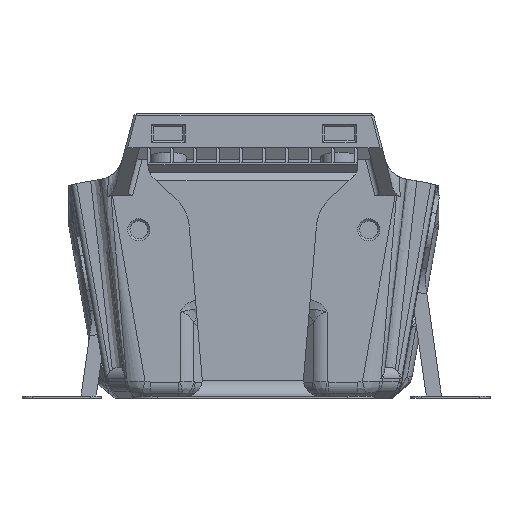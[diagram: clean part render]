
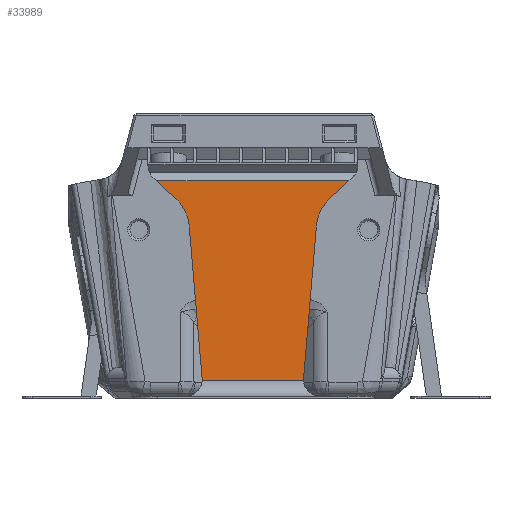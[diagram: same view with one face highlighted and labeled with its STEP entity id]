
A CAD part, front view. The second image highlights one B-rep face of the part: STEP entity #33989.
In plain terms, the highlighted planar face has unit normal (0, -1, 0).
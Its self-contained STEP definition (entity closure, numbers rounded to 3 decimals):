
#1696=LINE('',#52015,#4809);
#1698=LINE('',#52022,#4811);
#1699=LINE('',#52027,#4812);
#1700=LINE('',#52029,#4813);
#1701=LINE('',#52031,#4814);
#1702=LINE('',#52035,#4815);
#4809=VECTOR('',#40064,1000.);
#4811=VECTOR('',#40070,1000.);
#4812=VECTOR('',#40075,1000.);
#4813=VECTOR('',#40076,1000.);
#4814=VECTOR('',#40077,1000.);
#4815=VECTOR('',#40080,1000.);
#7688=PLANE('',#36249);
#10997=ORIENTED_EDGE('',*,*,#20714,.T.);
#10998=ORIENTED_EDGE('',*,*,#20715,.T.);
#10999=ORIENTED_EDGE('',*,*,#20716,.T.);
#11000=ORIENTED_EDGE('',*,*,#20712,.F.);
#11001=ORIENTED_EDGE('',*,*,#20717,.T.);
#11002=ORIENTED_EDGE('',*,*,#20718,.T.);
#11003=ORIENTED_EDGE('',*,*,#20719,.F.);
#11004=ORIENTED_EDGE('',*,*,#20720,.F.);
#11005=ORIENTED_EDGE('',*,*,#20721,.T.);
#11006=ORIENTED_EDGE('',*,*,#20722,.T.);
#20712=EDGE_CURVE('',#25688,#25689,#1696,.T.);
#20714=EDGE_CURVE('',#25690,#25691,#28670,.T.);
#20715=EDGE_CURVE('',#25691,#25692,#1698,.F.);
#20716=EDGE_CURVE('',#25692,#25689,#28671,.T.);
#20717=EDGE_CURVE('',#25688,#25693,#28672,.T.);
#20718=EDGE_CURVE('',#25693,#25694,#1699,.T.);
#20719=EDGE_CURVE('',#25695,#25694,#1700,.T.);
#20720=EDGE_CURVE('',#25696,#25695,#1701,.T.);
#20721=EDGE_CURVE('',#25696,#25697,#28673,.T.);
#20722=EDGE_CURVE('',#25697,#25690,#1702,.T.);
#25688=VERTEX_POINT('',#52014);
#25689=VERTEX_POINT('',#52016);
#25690=VERTEX_POINT('',#52020);
#25691=VERTEX_POINT('',#52021);
#25692=VERTEX_POINT('',#52023);
#25693=VERTEX_POINT('',#52026);
#25694=VERTEX_POINT('',#52028);
#25695=VERTEX_POINT('',#52030);
#25696=VERTEX_POINT('',#52032);
#25697=VERTEX_POINT('',#52034);
#28670=CIRCLE('',#36250,3.);
#28671=CIRCLE('',#36251,3.);
#28672=CIRCLE('',#36252,8.);
#28673=CIRCLE('',#36253,8.);
#29706=EDGE_LOOP('',(#10997,#10998,#10999,#11000,#11001,#11002,#11003,#11004,
#11005,#11006));
#31813=FACE_BOUND('',#29706,.T.);
#33989=ADVANCED_FACE('',(#31813),#7688,.F.);
#36249=AXIS2_PLACEMENT_3D('',#52018,#40066,#40067);
#36250=AXIS2_PLACEMENT_3D('',#52019,#40068,#40069);
#36251=AXIS2_PLACEMENT_3D('',#52024,#40071,#40072);
#36252=AXIS2_PLACEMENT_3D('',#52025,#40073,#40074);
#36253=AXIS2_PLACEMENT_3D('',#52033,#40078,#40079);
#40064=DIRECTION('',(-0.084,0.,-0.996));
#40066=DIRECTION('',(0.,1.,0.));
#40067=DIRECTION('',(0.,0.,1.));
#40068=DIRECTION('',(0.,1.,0.));
#40069=DIRECTION('',(0.,0.,1.));
#40070=DIRECTION('',(-1.,0.,0.));
#40071=DIRECTION('',(0.,1.,0.));
#40072=DIRECTION('',(0.,0.,1.));
#40073=DIRECTION('',(0.,1.,0.));
#40074=DIRECTION('',(0.,0.,1.));
#40075=DIRECTION('',(0.731,0.,0.682));
#40076=DIRECTION('',(1.,0.,0.));
#40077=DIRECTION('',(-0.731,0.,0.682));
#40078=DIRECTION('',(0.,1.,0.));
#40079=DIRECTION('',(0.,0.,1.));
#40080=DIRECTION('',(0.084,0.,-0.996));
#52014=CARTESIAN_POINT('',(11.856,-32.314,32.579));
#52015=CARTESIAN_POINT('',(36.482,-32.314,324.724));
#52016=CARTESIAN_POINT('',(9.418,-32.314,3.652));
#52018=CARTESIAN_POINT('',(0.,-32.314,327.8));
#52019=CARTESIAN_POINT('',(-12.767,-32.314,3.4));
#52020=CARTESIAN_POINT('',(-9.777,-32.314,3.652));
#52021=CARTESIAN_POINT('',(-9.767,-32.314,3.4));
#52022=CARTESIAN_POINT('',(9.143,-32.314,3.4));
#52023=CARTESIAN_POINT('',(9.407,-32.314,3.4));
#52024=CARTESIAN_POINT('',(12.407,-32.314,3.4));
#52025=CARTESIAN_POINT('',(19.828,-32.314,31.907));
#52026=CARTESIAN_POINT('',(14.372,-32.314,37.757));
#52027=CARTESIAN_POINT('',(16.736,-32.314,39.963));
#52028=CARTESIAN_POINT('',(17.982,-32.314,41.124));
#52029=CARTESIAN_POINT('',(-65.369,-32.314,41.124));
#52030=CARTESIAN_POINT('',(-18.341,-32.314,41.124));
#52031=CARTESIAN_POINT('',(-17.096,-32.314,39.963));
#52032=CARTESIAN_POINT('',(-14.731,-32.314,37.757));
#52033=CARTESIAN_POINT('',(-20.187,-32.314,31.907));
#52034=CARTESIAN_POINT('',(-12.216,-32.314,32.579));
#52035=CARTESIAN_POINT('',(-36.839,-32.314,324.694));
